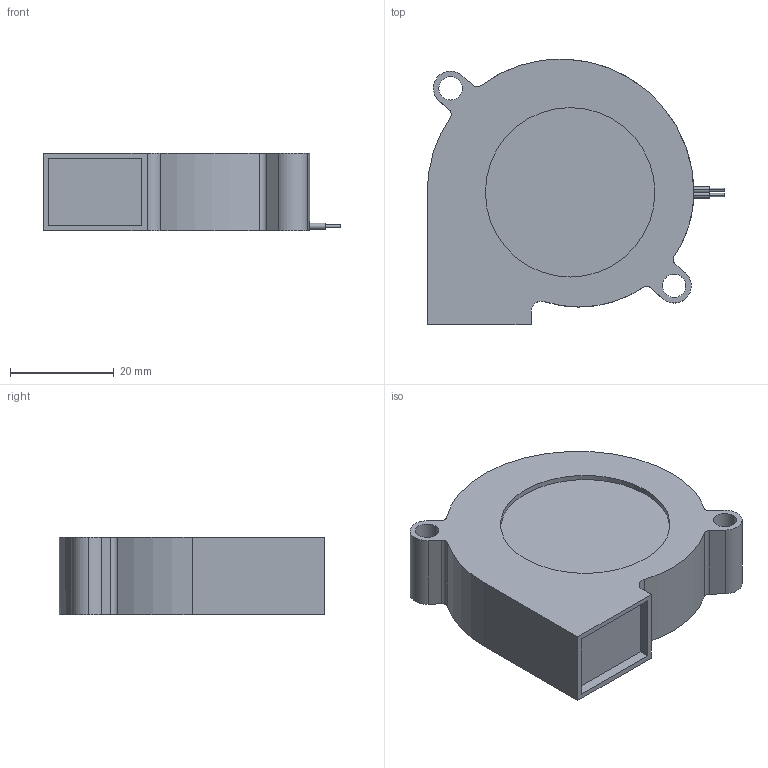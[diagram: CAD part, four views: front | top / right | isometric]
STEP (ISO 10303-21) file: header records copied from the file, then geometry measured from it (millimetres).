
FILE_DESCRIPTION (( 'STEP AP203' ), '1' );
FILE_NAME ('Fan 5015.STEP', '2023-01-24T12:35:42', ( 'NICK' ), ( '' ), 'SwSTEP 2.0', 'SolidWorks 2022', '' );
FILE_SCHEMA (( 'CONFIG_CONTROL_DESIGN' ));
Length unit declared in the file: millimetre
Products named in the file (1): Fan 5015
Bounding box: 57.26 x 51.15 x 15 mm (x, y, z)
Volume: 31306.3 mm3; surface area: 8075.2 mm2
Topology: 1 solids, 1 shells, 51 faces, 132 edges, 88 vertices
Faces by surface type: cylinder 29, plane 22
Entity records: 1671 total; most frequent: DIRECTION 296, CARTESIAN_POINT 272, ORIENTED_EDGE 264, EDGE_CURVE 132, AXIS2_PLACEMENT_3D 112, VERTEX_POINT 88, VECTOR 72, LINE 72
